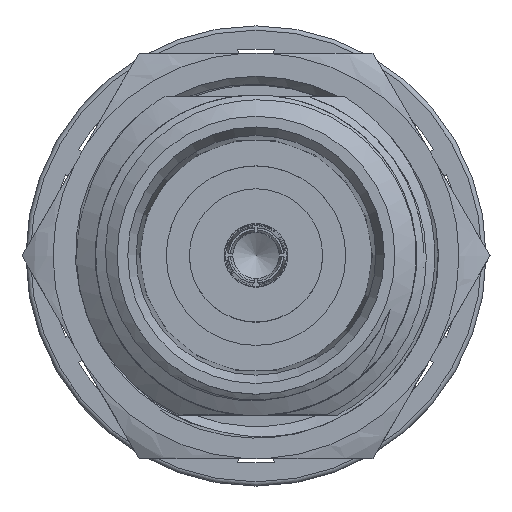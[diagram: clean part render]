
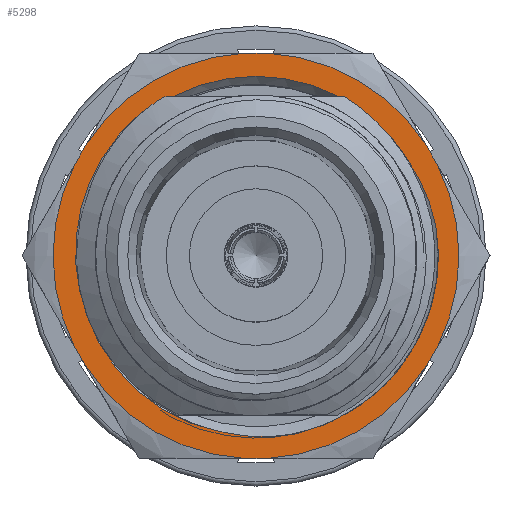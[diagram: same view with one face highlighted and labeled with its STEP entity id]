
A CAD part, top view. The second image highlights one B-rep face of the part: STEP entity #5298.
In plain terms, the highlighted planar face has unit normal (0, 0, 1).
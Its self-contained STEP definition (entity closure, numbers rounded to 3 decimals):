
#148=B_SPLINE_CURVE_WITH_KNOTS('',3,(#26730,#26731,#26732,#26733),
 .UNSPECIFIED.,.F.,.F.,(4,4),(0.,0.003),
 .UNSPECIFIED.);
#153=B_SPLINE_CURVE_WITH_KNOTS('',3,(#26809,#26810,#26811,#26812),
 .UNSPECIFIED.,.F.,.F.,(4,4),(0.01,0.012),
 .UNSPECIFIED.);
#193=B_SPLINE_CURVE_WITH_KNOTS('',3,(#28286,#28287,#28288,#28289),
 .UNSPECIFIED.,.F.,.F.,(4,4),(0.,0.003),
 .UNSPECIFIED.);
#194=B_SPLINE_CURVE_WITH_KNOTS('',3,(#28290,#28291,#28292,#28293),
 .UNSPECIFIED.,.F.,.F.,(4,4),(0.007,0.01),
 .UNSPECIFIED.);
#658=LINE('',#26295,#1028);
#659=LINE('',#26306,#1029);
#785=LINE('',#27346,#1155);
#788=LINE('',#27365,#1158);
#791=LINE('',#27384,#1161);
#794=LINE('',#27403,#1164);
#797=LINE('',#27422,#1167);
#799=LINE('',#27433,#1169);
#1028=VECTOR('',#7889,1000.);
#1029=VECTOR('',#7890,1000.);
#1155=VECTOR('',#8332,1000.);
#1158=VECTOR('',#8341,1000.);
#1161=VECTOR('',#8350,1000.);
#1164=VECTOR('',#8359,1000.);
#1167=VECTOR('',#8368,1000.);
#1169=VECTOR('',#8376,1000.);
#2672=ORIENTED_EDGE('',*,*,#3481,.F.);
#2673=ORIENTED_EDGE('',*,*,#3519,.F.);
#2674=ORIENTED_EDGE('',*,*,#3478,.F.);
#2675=ORIENTED_EDGE('',*,*,#3491,.F.);
#2676=ORIENTED_EDGE('',*,*,#3477,.F.);
#2677=ORIENTED_EDGE('',*,*,#3497,.F.);
#2678=ORIENTED_EDGE('',*,*,#3472,.F.);
#2679=ORIENTED_EDGE('',*,*,#3503,.F.);
#2680=ORIENTED_EDGE('',*,*,#3469,.F.);
#2681=ORIENTED_EDGE('',*,*,#3509,.F.);
#2682=ORIENTED_EDGE('',*,*,#3466,.F.);
#2683=ORIENTED_EDGE('',*,*,#3515,.F.);
#2684=ORIENTED_EDGE('',*,*,#3247,.F.);
#2685=ORIENTED_EDGE('',*,*,#3279,.F.);
#2686=ORIENTED_EDGE('',*,*,#3521,.T.);
#2687=ORIENTED_EDGE('',*,*,#3543,.F.);
#2688=ORIENTED_EDGE('',*,*,#3541,.F.);
#2689=ORIENTED_EDGE('',*,*,#3544,.F.);
#2690=ORIENTED_EDGE('',*,*,#3545,.T.);
#2691=ORIENTED_EDGE('',*,*,#3274,.F.);
#2692=ORIENTED_EDGE('',*,*,#3273,.T.);
#2693=ORIENTED_EDGE('',*,*,#3244,.F.);
#2694=ORIENTED_EDGE('',*,*,#3546,.T.);
#3244=EDGE_CURVE('',#3897,#3898,#658,.T.);
#3247=EDGE_CURVE('',#3899,#3900,#659,.T.);
#3273=EDGE_CURVE('',#3912,#3898,#4196,.F.);
#3274=EDGE_CURVE('',#3912,#3913,#148,.T.);
#3279=EDGE_CURVE('',#3916,#3899,#153,.T.);
#3466=EDGE_CURVE('',#4035,#4036,#4238,.F.);
#3469=EDGE_CURVE('',#4038,#4039,#4239,.F.);
#3472=EDGE_CURVE('',#4041,#4042,#4240,.F.);
#3477=EDGE_CURVE('',#4046,#4045,#4241,.F.);
#3478=EDGE_CURVE('',#4047,#4048,#4242,.F.);
#3481=EDGE_CURVE('',#4050,#4051,#4243,.F.);
#3491=EDGE_CURVE('',#4045,#4047,#785,.T.);
#3497=EDGE_CURVE('',#4042,#4046,#788,.T.);
#3503=EDGE_CURVE('',#4039,#4041,#791,.T.);
#3509=EDGE_CURVE('',#4036,#4038,#794,.T.);
#3515=EDGE_CURVE('',#4051,#4035,#797,.T.);
#3519=EDGE_CURVE('',#4048,#4050,#799,.T.);
#3521=EDGE_CURVE('',#3916,#4071,#4250,.F.);
#3541=EDGE_CURVE('',#4077,#4078,#4255,.T.);
#3543=EDGE_CURVE('',#4078,#4071,#193,.T.);
#3544=EDGE_CURVE('',#4079,#4077,#194,.T.);
#3545=EDGE_CURVE('',#4079,#3913,#4256,.F.);
#3546=EDGE_CURVE('',#3897,#3900,#4257,.F.);
#3897=VERTEX_POINT('',#26294);
#3898=VERTEX_POINT('',#26296);
#3899=VERTEX_POINT('',#26305);
#3900=VERTEX_POINT('',#26307);
#3912=VERTEX_POINT('',#26702);
#3913=VERTEX_POINT('',#26734);
#3916=VERTEX_POINT('',#26808);
#4035=VERTEX_POINT('',#27232);
#4036=VERTEX_POINT('',#27233);
#4038=VERTEX_POINT('',#27247);
#4039=VERTEX_POINT('',#27248);
#4041=VERTEX_POINT('',#27262);
#4042=VERTEX_POINT('',#27263);
#4045=VERTEX_POINT('',#27282);
#4046=VERTEX_POINT('',#27288);
#4047=VERTEX_POINT('',#27292);
#4048=VERTEX_POINT('',#27293);
#4050=VERTEX_POINT('',#27307);
#4051=VERTEX_POINT('',#27308);
#4071=VERTEX_POINT('',#27439);
#4077=VERTEX_POINT('',#28209);
#4078=VERTEX_POINT('',#28211);
#4079=VERTEX_POINT('',#28294);
#4196=CIRCLE('',#6970,6.335);
#4238=CIRCLE('',#7113,7.011);
#4239=CIRCLE('',#7115,7.011);
#4240=CIRCLE('',#7117,7.011);
#4241=CIRCLE('',#7119,7.011);
#4242=CIRCLE('',#7121,7.011);
#4243=CIRCLE('',#7123,7.011);
#4250=CIRCLE('',#7143,6.2);
#4255=CIRCLE('',#7157,6.298);
#4256=CIRCLE('',#7159,6.2);
#4257=CIRCLE('',#7160,6.2);
#4571=EDGE_LOOP('',(#2672,#2673,#2674,#2675,#2676,#2677,#2678,#2679,#2680,
#2681,#2682,#2683));
#4572=EDGE_LOOP('',(#2684,#2685,#2686,#2687,#2688,#2689,#2690,#2691,#2692,
#2693,#2694));
#4891=FACE_BOUND('',#4571,.T.);
#4892=FACE_BOUND('',#4572,.T.);
#5017=PLANE('',#7158);
#5298=ADVANCED_FACE('',(#4891,#4892),#5017,.T.);
#6970=AXIS2_PLACEMENT_3D('',#26703,#7895,#7896);
#7113=AXIS2_PLACEMENT_3D('',#27231,#8301,#8302);
#7115=AXIS2_PLACEMENT_3D('',#27246,#8305,#8306);
#7117=AXIS2_PLACEMENT_3D('',#27261,#8309,#8310);
#7119=AXIS2_PLACEMENT_3D('',#27289,#8313,#8314);
#7121=AXIS2_PLACEMENT_3D('',#27291,#8317,#8318);
#7123=AXIS2_PLACEMENT_3D('',#27306,#8321,#8322);
#7143=AXIS2_PLACEMENT_3D('',#27440,#8379,#8380);
#7157=AXIS2_PLACEMENT_3D('',#28210,#8407,#8408);
#7158=AXIS2_PLACEMENT_3D('',#28285,#8409,#8410);
#7159=AXIS2_PLACEMENT_3D('',#28295,#8411,#8412);
#7160=AXIS2_PLACEMENT_3D('',#28296,#8413,#8414);
#7889=DIRECTION('',(-1.,0.,0.));
#7890=DIRECTION('',(-1.,0.,0.));
#7895=DIRECTION('',(0.,0.,1.));
#7896=DIRECTION('',(0.,-1.,0.));
#8301=DIRECTION('',(0.,0.,1.));
#8302=DIRECTION('',(0.,1.,0.));
#8305=DIRECTION('',(0.,0.,1.));
#8306=DIRECTION('',(0.,1.,0.));
#8309=DIRECTION('',(0.,0.,1.));
#8310=DIRECTION('',(0.,1.,0.));
#8313=DIRECTION('',(0.,0.,1.));
#8314=DIRECTION('',(0.,1.,0.));
#8317=DIRECTION('',(0.,0.,1.));
#8318=DIRECTION('',(0.,1.,0.));
#8321=DIRECTION('',(0.,0.,1.));
#8322=DIRECTION('',(0.,1.,0.));
#8332=DIRECTION('',(0.5,0.866,0.));
#8341=DIRECTION('',(-0.5,0.866,0.));
#8350=DIRECTION('',(-1.,0.,0.));
#8359=DIRECTION('',(-0.5,-0.866,0.));
#8368=DIRECTION('',(0.5,-0.866,0.));
#8376=DIRECTION('',(1.,0.,0.));
#8379=DIRECTION('',(0.,0.,1.));
#8380=DIRECTION('',(0.,1.,0.));
#8407=DIRECTION('',(0.,0.,1.));
#8408=DIRECTION('',(0.,1.,0.));
#8409=DIRECTION('',(0.,0.,1.));
#8410=DIRECTION('',(0.,1.,0.));
#8411=DIRECTION('',(0.,0.,1.));
#8412=DIRECTION('',(0.,1.,0.));
#8413=DIRECTION('',(0.,0.,1.));
#8414=DIRECTION('',(0.,1.,0.));
#26294=CARTESIAN_POINT('',(-2.862,5.5,11.35));
#26295=CARTESIAN_POINT('',(3.144,5.5,11.35));
#26296=CARTESIAN_POINT('',(-3.144,5.5,11.35));
#26305=CARTESIAN_POINT('',(3.043,5.5,11.35));
#26306=CARTESIAN_POINT('',(3.144,5.5,11.35));
#26307=CARTESIAN_POINT('',(2.862,5.5,11.35));
#26702=CARTESIAN_POINT('',(-3.868,5.017,11.35));
#26703=CARTESIAN_POINT('',(0.,0.,11.35));
#26730=CARTESIAN_POINT('',(-3.868,5.017,11.35));
#26731=CARTESIAN_POINT('',(-4.749,4.282,11.35));
#26732=CARTESIAN_POINT('',(-5.412,3.321,11.35));
#26733=CARTESIAN_POINT('',(-5.783,2.236,11.35));
#26734=CARTESIAN_POINT('',(-5.783,2.236,11.35));
#26808=CARTESIAN_POINT('',(4.668,4.08,11.35));
#26809=CARTESIAN_POINT('',(4.668,4.08,11.35));
#26810=CARTESIAN_POINT('',(4.215,4.643,11.35));
#26811=CARTESIAN_POINT('',(3.661,5.125,11.35));
#26812=CARTESIAN_POINT('',(3.043,5.5,11.35));
#27231=CARTESIAN_POINT('',(0.,0.,11.35));
#27232=CARTESIAN_POINT('',(6.258,3.16,11.35));
#27233=CARTESIAN_POINT('',(6.258,-3.16,11.35));
#27246=CARTESIAN_POINT('',(0.,0.,11.35));
#27247=CARTESIAN_POINT('',(5.866,-3.84,11.35));
#27248=CARTESIAN_POINT('',(0.393,-7.,11.35));
#27261=CARTESIAN_POINT('',(0.,0.,11.35));
#27262=CARTESIAN_POINT('',(-0.393,-7.,11.35));
#27263=CARTESIAN_POINT('',(-5.866,-3.84,11.35));
#27282=CARTESIAN_POINT('',(-6.258,3.16,11.35));
#27288=CARTESIAN_POINT('',(-6.258,-3.16,11.35));
#27289=CARTESIAN_POINT('',(0.,0.,11.35));
#27291=CARTESIAN_POINT('',(0.,0.,11.35));
#27292=CARTESIAN_POINT('',(-5.866,3.84,11.35));
#27293=CARTESIAN_POINT('',(-0.393,7.,11.35));
#27306=CARTESIAN_POINT('',(0.,0.,11.35));
#27307=CARTESIAN_POINT('',(0.393,7.,11.35));
#27308=CARTESIAN_POINT('',(5.866,3.84,11.35));
#27346=CARTESIAN_POINT('',(-8.083,0.,11.35));
#27365=CARTESIAN_POINT('',(-4.041,-7.,11.35));
#27384=CARTESIAN_POINT('',(4.041,-7.,11.35));
#27403=CARTESIAN_POINT('',(8.083,0.,11.35));
#27422=CARTESIAN_POINT('',(4.041,7.,11.35));
#27433=CARTESIAN_POINT('',(-4.041,7.,11.35));
#27439=CARTESIAN_POINT('',(5.214,3.355,11.35));
#27440=CARTESIAN_POINT('',(0.,0.,11.35));
#28209=CARTESIAN_POINT('',(1.348,-6.152,11.35));
#28210=CARTESIAN_POINT('',(0.,0.,11.35));
#28211=CARTESIAN_POINT('',(6.21,1.05,11.35));
#28285=CARTESIAN_POINT('',(0.,0.,11.35));
#28286=CARTESIAN_POINT('',(6.21,1.05,11.35));
#28287=CARTESIAN_POINT('',(6.034,1.88,11.35));
#28288=CARTESIAN_POINT('',(5.694,2.667,11.35));
#28289=CARTESIAN_POINT('',(5.214,3.355,11.35));
#28290=CARTESIAN_POINT('',(-1.21,-6.081,11.35));
#28291=CARTESIAN_POINT('',(-0.372,-6.282,11.35));
#28292=CARTESIAN_POINT('',(0.498,-6.303,11.35));
#28293=CARTESIAN_POINT('',(1.348,-6.152,11.35));
#28294=CARTESIAN_POINT('',(-1.21,-6.081,11.35));
#28295=CARTESIAN_POINT('',(0.,0.,11.35));
#28296=CARTESIAN_POINT('',(0.,0.,11.35));
